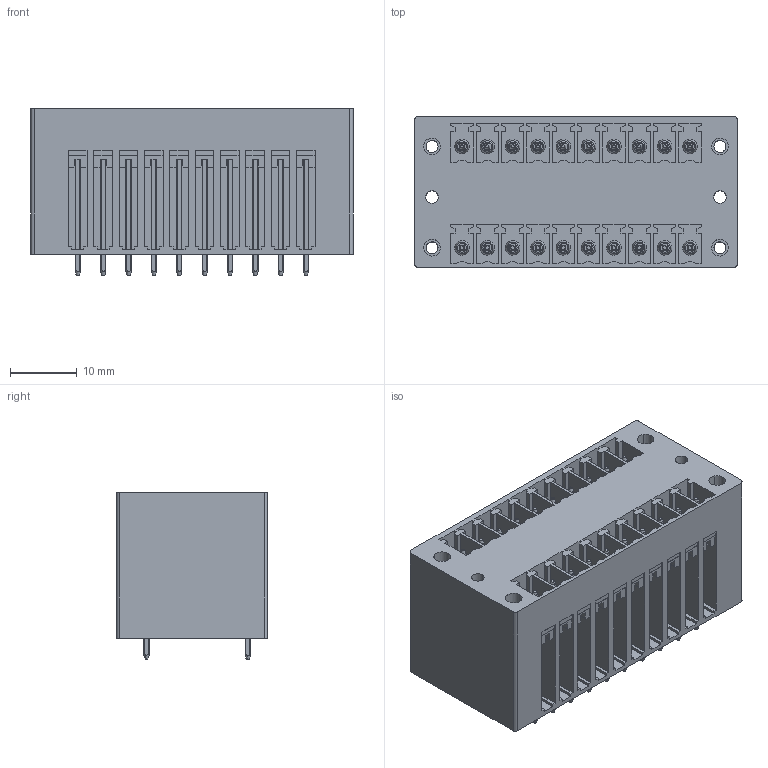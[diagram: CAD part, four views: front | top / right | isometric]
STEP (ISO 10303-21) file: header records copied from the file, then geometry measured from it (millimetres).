
FILE_DESCRIPTION(('CATIA V5 STEP Exchange','CAx-IF Rec.Pracs.--- Model Styling and Organization---1.2---2011-12-15'),'2;1');
FILE_NAME ('D1447153_0', '2018-09-29T11:12:43+00:00', ('none'), ('Weidmueller'), 'CATIA Version 5-6 Release 2014', 'CATIA V5 STEP AP214', 'none');
FILE_SCHEMA(('AUTOMOTIVE_DESIGN { 1 0 10303 214 1 1 1 1 }'));
Length unit declared in the file: millimetre
Products named in the file (1): 1030530000
Bounding box: 48.49 x 22.7 x 25.1 mm (x, y, z)
Volume: 19529.6 mm3; surface area: 12008.3 mm2
Topology: 21 solids, 21 shells, 1160 faces, 3144 edges, 2080 vertices
Faces by surface type: plane 746, cylinder 246, cone 128, torus 40
Entity records: 36664 total; most frequent: CARTESIAN_POINT 10468, ORIENTED_EDGE 6288, DIRECTION 3856, EDGE_CURVE 3144, VECTOR 2164, LINE 2164, VERTEX_POINT 2080, EDGE_LOOP 1286
